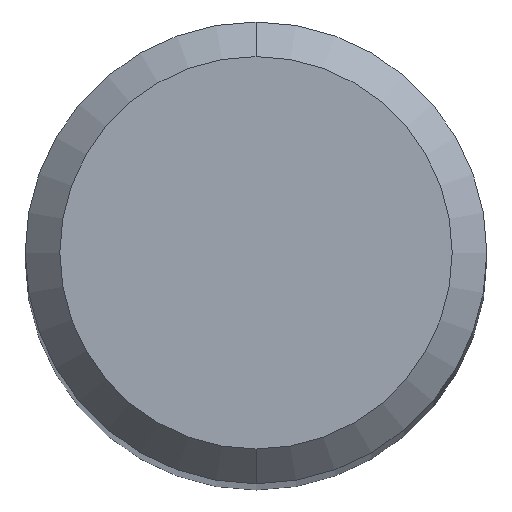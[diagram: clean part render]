
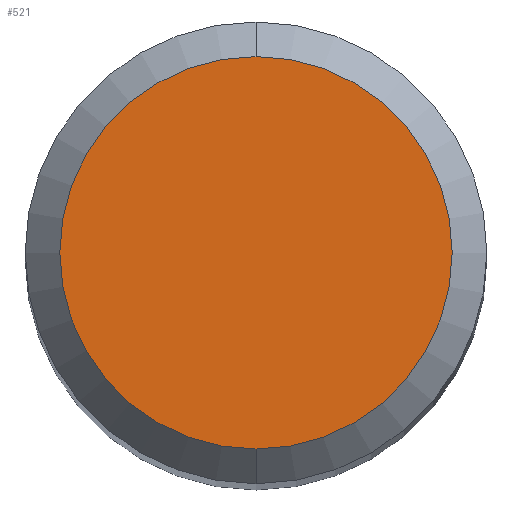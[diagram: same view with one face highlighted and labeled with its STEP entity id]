
A CAD part, top view. The second image highlights one B-rep face of the part: STEP entity #521.
In plain terms, the highlighted planar face has unit normal (0, 0, 1).
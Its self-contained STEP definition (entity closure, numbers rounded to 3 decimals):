
#437=VERTEX_POINT('',#1264);
#521=ADVANCED_FACE('',(#1356),#1357,.T.);
#525=VERTEX_POINT('',#1361);
#625=EDGE_CURVE('',#437,#525,#1469,.T.);
#893=EDGE_CURVE('',#525,#437,#1766,.T.);
#1264=CARTESIAN_POINT('',(0.,-1.7,0.0));
#1356=FACE_OUTER_BOUND('',#2589,.T.);
#1357=PLANE('',#2590);
#1361=CARTESIAN_POINT('',(0.0,1.7,0.0));
#1469=CIRCLE('',#3149,1.7);
#1766=CIRCLE('',#4670,1.7);
#2589=EDGE_LOOP('',(#6006,#6007));
#2590=AXIS2_PLACEMENT_3D('',#6008,#6009,#6010);
#3149=AXIS2_PLACEMENT_3D('',#6104,#6105,#6106);
#4670=AXIS2_PLACEMENT_3D('',#6478,#6479,#6480);
#6006=ORIENTED_EDGE('',*,*,#893,.F.);
#6007=ORIENTED_EDGE('',*,*,#625,.F.);
#6008=CARTESIAN_POINT('',(0.0,0.85,0.0));
#6009=DIRECTION('',(-0.0,0.0,1.0));
#6010=DIRECTION('',(0.0,-1.0,0.0));
#6104=CARTESIAN_POINT('',(0.0,0.0,0.0));
#6105=DIRECTION('',(0.0,0.0,-1.0));
#6106=DIRECTION('',(0.0,1.0,0.0));
#6478=CARTESIAN_POINT('',(0.0,0.0,0.0));
#6479=DIRECTION('',(0.0,0.0,-1.0));
#6480=DIRECTION('',(0.0,1.0,0.0));
